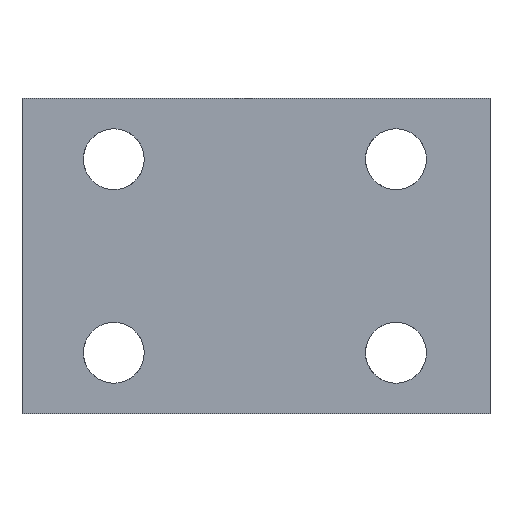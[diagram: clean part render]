
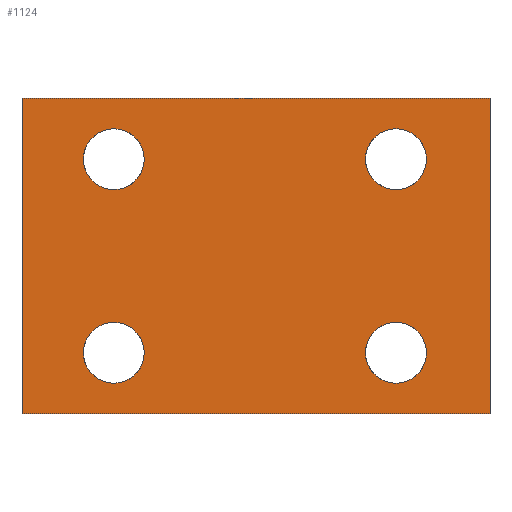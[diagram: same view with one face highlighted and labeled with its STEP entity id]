
A CAD part, front view. The second image highlights one B-rep face of the part: STEP entity #1124.
In plain terms, the highlighted planar face has unit normal (0, -1, 0).
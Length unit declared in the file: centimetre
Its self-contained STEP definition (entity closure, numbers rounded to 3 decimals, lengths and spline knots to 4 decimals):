
#124=VECTOR('',#1347,1.);
#125=VECTOR('',#1348,1.);
#126=VECTOR('',#1349,1.);
#127=VECTOR('',#1350,1.);
#232=LINE('',#1583,#124);
#233=LINE('',#1586,#125);
#234=LINE('',#1588,#126);
#235=LINE('',#1590,#127);
#328=PLANE('',#1208);
#382=VERTEX_POINT('',#1482);
#391=VERTEX_POINT('',#1501);
#400=VERTEX_POINT('',#1520);
#409=VERTEX_POINT('',#1539);
#424=VERTEX_POINT('',#1584);
#425=VERTEX_POINT('',#1585);
#426=VERTEX_POINT('',#1587);
#427=VERTEX_POINT('',#1589);
#486=CIRCLE('',#1169,0.275);
#491=CIRCLE('',#1179,0.275);
#496=CIRCLE('',#1189,0.275);
#501=CIRCLE('',#1199,0.275);
#510=EDGE_CURVE('',#382,#382,#486,.T.);
#519=EDGE_CURVE('',#391,#391,#491,.T.);
#528=EDGE_CURVE('',#400,#400,#496,.T.);
#537=EDGE_CURVE('',#409,#409,#501,.T.);
#568=EDGE_CURVE('',#424,#425,#232,.T.);
#569=EDGE_CURVE('',#426,#425,#233,.T.);
#570=EDGE_CURVE('',#426,#427,#234,.T.);
#571=EDGE_CURVE('',#427,#424,#235,.T.);
#762=ORIENTED_EDGE('',*,*,#568,.T.);
#763=ORIENTED_EDGE('',*,*,#569,.F.);
#764=ORIENTED_EDGE('',*,*,#570,.T.);
#765=ORIENTED_EDGE('',*,*,#571,.T.);
#766=ORIENTED_EDGE('',*,*,#537,.T.);
#767=ORIENTED_EDGE('',*,*,#528,.T.);
#768=ORIENTED_EDGE('',*,*,#519,.T.);
#769=ORIENTED_EDGE('',*,*,#510,.T.);
#1004=EDGE_LOOP('',(#762,#763,#764,#765));
#1005=EDGE_LOOP('',(#766));
#1006=EDGE_LOOP('',(#767));
#1007=EDGE_LOOP('',(#768));
#1008=EDGE_LOOP('',(#769));
#1066=FACE_BOUND('',#1004,.T.);
#1067=FACE_BOUND('',#1005,.T.);
#1068=FACE_BOUND('',#1006,.T.);
#1069=FACE_BOUND('',#1007,.T.);
#1070=FACE_BOUND('',#1008,.T.);
#1124=ADVANCED_FACE('',(#1066,#1067,#1068,#1069,#1070),#328,.T.);
#1169=AXIS2_PLACEMENT_3D('',#1481,#1256,#1257);
#1179=AXIS2_PLACEMENT_3D('',#1500,#1276,#1277);
#1189=AXIS2_PLACEMENT_3D('',#1519,#1296,#1297);
#1199=AXIS2_PLACEMENT_3D('',#1538,#1316,#1317);
#1208=AXIS2_PLACEMENT_3D('',#1582,#1346,$);
#1256=DIRECTION('',(0.,1.,0.));
#1257=DIRECTION('',(0.275,0.,0.));
#1276=DIRECTION('',(0.,1.,0.));
#1277=DIRECTION('',(0.275,0.,0.));
#1296=DIRECTION('',(0.,1.,0.));
#1297=DIRECTION('',(0.275,0.,0.));
#1316=DIRECTION('',(0.,1.,0.));
#1317=DIRECTION('',(0.275,0.,0.));
#1346=DIRECTION('',(0.,-1.,0.));
#1347=DIRECTION('',(-1.,0.,0.));
#1348=DIRECTION('',(0.,0.,1.));
#1349=DIRECTION('',(1.,0.,0.));
#1350=DIRECTION('',(0.,0.,1.));
#1481=CARTESIAN_POINT('',(3.38,0.,0.55));
#1482=CARTESIAN_POINT('',(3.655,0.,0.55));
#1500=CARTESIAN_POINT('',(0.83,0.,0.55));
#1501=CARTESIAN_POINT('',(1.105,0.,0.55));
#1519=CARTESIAN_POINT('',(0.83,0.,2.3));
#1520=CARTESIAN_POINT('',(1.105,0.,2.3));
#1538=CARTESIAN_POINT('',(3.38,0.,2.3));
#1539=CARTESIAN_POINT('',(3.655,0.,2.3));
#1582=CARTESIAN_POINT('',(2.115,0.,0.));
#1583=CARTESIAN_POINT('',(0.,0.,2.85));
#1584=CARTESIAN_POINT('',(4.23,0.,2.85));
#1585=CARTESIAN_POINT('',(0.,0.,2.85));
#1586=CARTESIAN_POINT('',(0.,0.,0.));
#1587=CARTESIAN_POINT('',(0.,0.,0.));
#1588=CARTESIAN_POINT('',(0.,0.,0.));
#1589=CARTESIAN_POINT('',(4.23,0.,0.));
#1590=CARTESIAN_POINT('',(4.23,0.,0.));
